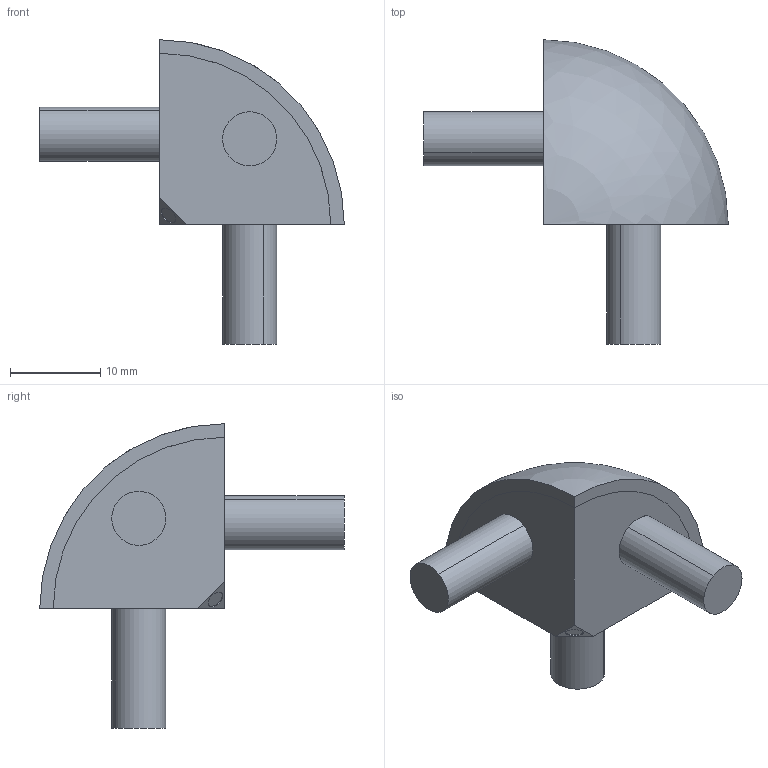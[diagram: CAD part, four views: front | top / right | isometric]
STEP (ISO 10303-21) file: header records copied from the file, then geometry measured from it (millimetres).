
FILE_DESCRIPTION (( 'STEP AP214' ), '1' );
FILE_NAME ('B797 3-õ ñòîðîííèé ñôåðè÷åñêèé ñîåäèíèòåëü 20õ20, ïàç 6.STEP', '2025-07-14T12:37:11', ( '' ), ( '' ), 'SwSTEP 2.0', 'SolidWorks 2025', '' );
FILE_SCHEMA (( 'AUTOMOTIVE_DESIGN' ));
Length unit declared in the file: millimetre
Products named in the file (4): B797 Крышка_00; B797 Винт_00; B797 3-х сторонний сферический соединитель 20х20, паз 6; B797 Корпус_00
Assembly tree (5 placements, depth 2):
  B797 3-х сторонний сферический соединитель 20х20, паз 6
    B797 Корпус_00
    B797 Крышка_00
    B797 Винт_00  x3
Bounding box: 33.8 x 33.8 x 33.8 mm (x, y, z)
Volume: 3918.9 mm3; surface area: 4583.4 mm2
Topology: 5 solids, 5 shells, 69 faces, 165 edges, 104 vertices
Faces by surface type: plane 38, cylinder 16, cone 12, sphere 3
Entity records: 1503 total; most frequent: CARTESIAN_POINT 279, DIRECTION 248, ORIENTED_EDGE 212, EDGE_CURVE 106, AXIS2_PLACEMENT_3D 99, VERTEX_POINT 68, VECTOR 50, EDGE_LOOP 50
